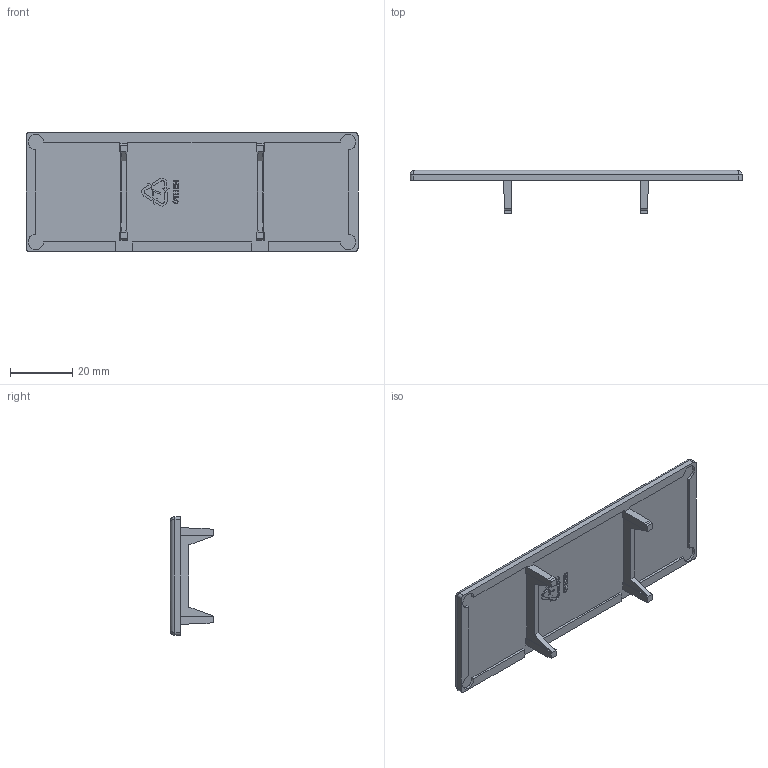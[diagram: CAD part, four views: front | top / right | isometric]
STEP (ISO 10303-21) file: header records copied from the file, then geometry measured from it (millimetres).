
FILE_DESCRIPTION (( 'STEP AP214' ), '1' );
FILE_NAME ('084.206.012.STEP', '2021-02-05T10:44:09', ( '' ), ( '' ), 'SwSTEP 2.0', 'SolidWorks 2018', '' );
FILE_SCHEMA (( 'AUTOMOTIVE_DESIGN' ));
Length unit declared in the file: millimetre
Products named in the file (1): 084.206.012
Bounding box: 107 x 14 x 38.3 mm (x, y, z)
Volume: 11775.4 mm3; surface area: 10075.8 mm2
Topology: 1 solids, 1 shells, 251 faces, 694 edges, 452 vertices
Faces by surface type: plane 227, cone 12, cylinder 8, bspline 4
Entity records: 8182 total; most frequent: CARTESIAN_POINT 1790, ORIENTED_EDGE 1380, DIRECTION 1198, EDGE_CURVE 690, VECTOR 646, LINE 646, VERTEX_POINT 452, AXIS2_PLACEMENT_3D 276
